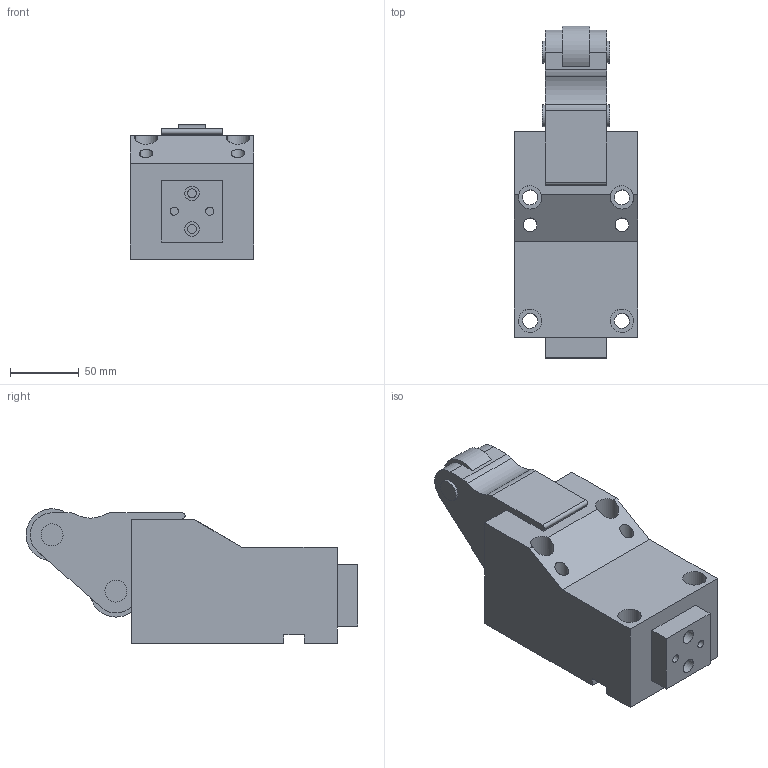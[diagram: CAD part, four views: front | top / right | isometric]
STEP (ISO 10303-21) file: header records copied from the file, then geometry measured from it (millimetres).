
FILE_DESCRIPTION(('CATIA V5 STEP Exchange'),'2;1');
FILE_NAME('CPUS-05000-30-45.stp','2014-10-01T13:07:25+00:00',('none'),('none'),'CATIA Version 5 Release 20 GA (IN-10)','CATIA V5 STEP AP203','none');
FILE_SCHEMA(('CONFIG_CONTROL_DESIGN'));
Length unit declared in the file: millimetre
Products named in the file (1): CPUS-05000-30-45
Bounding box: 90 x 242 x 97.95 mm (x, y, z)
Volume: 1094292.4 mm3; surface area: 157484.5 mm2
Topology: 3 solids, 3 shells, 145 faces, 370 edges, 244 vertices
Faces by surface type: cylinder 74, plane 63, bspline 8
Entity records: 5299 total; most frequent: CARTESIAN_POINT 1973, ORIENTED_EDGE 740, DIRECTION 520, EDGE_CURVE 370, VERTEX_POINT 244, AXIS2_PLACEMENT_3D 233, VECTOR 196, LINE 196
